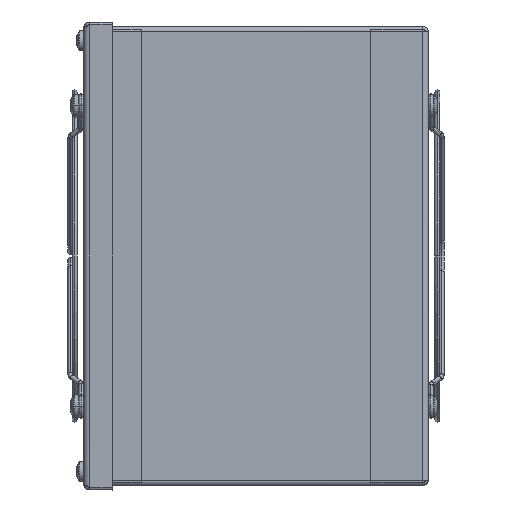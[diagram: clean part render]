
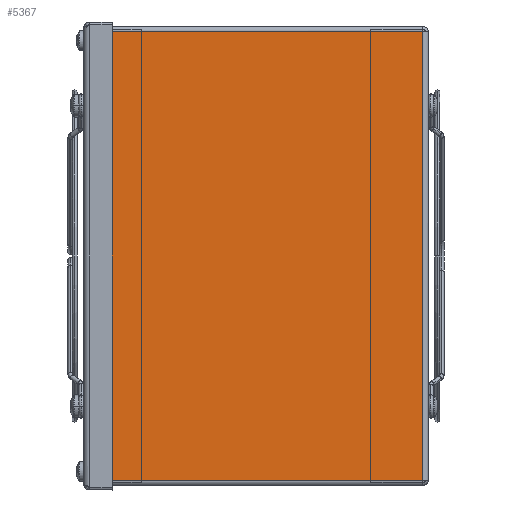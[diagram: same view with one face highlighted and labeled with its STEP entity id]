
A CAD part, left-side view. The second image highlights one B-rep face of the part: STEP entity #5367.
In plain terms, the highlighted planar face has unit normal (-1, 0, 0).
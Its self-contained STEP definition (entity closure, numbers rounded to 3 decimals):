
#15 = VERTEX_POINT ( 'NONE', #9968 ) ;
#674 = FACE_OUTER_BOUND ( 'NONE', #7261, .T. ) ;
#1475 = LINE ( 'NONE', #16593, #26150 ) ;
#2009 = VECTOR ( 'NONE', #5774, 1000. ) ;
#2021 = VERTEX_POINT ( 'NONE', #23118 ) ;
#2400 = PLANE ( 'NONE',  #23460 ) ;
#3819 = VERTEX_POINT ( 'NONE', #29580 ) ;
#4095 = CARTESIAN_POINT ( 'NONE',  ( 0., 2., -160. ) ) ;
#5367 = ADVANCED_FACE ( 'NONE', ( #674 ), #2400, .F. ) ;
#5774 = DIRECTION ( 'NONE',  ( 0., 1., 0. ) ) ;
#6070 = CARTESIAN_POINT ( 'NONE',  ( 0., 2., -158.293 ) ) ;
#6744 = LINE ( 'NONE', #4095, #24319 ) ;
#7261 = EDGE_LOOP ( 'NONE', ( #27515, #26687, #10242, #11162 ) ) ;
#9968 = CARTESIAN_POINT ( 'NONE',  ( 0., 2., -1.707 ) ) ;
#10220 = CARTESIAN_POINT ( 'NONE',  ( 0., 1., -158.293 ) ) ;
#10242 = ORIENTED_EDGE ( 'NONE', *, *, #24119, .F. ) ;
#10542 = VECTOR ( 'NONE', #25403, 1000. ) ;
#11162 = ORIENTED_EDGE ( 'NONE', *, *, #30349, .T. ) ;
#11759 = EDGE_CURVE ( 'NONE', #3819, #2021, #29545, .T. ) ;
#11794 = LINE ( 'NONE', #10220, #2009 ) ;
#12070 = DIRECTION ( 'NONE',  ( 1., 0., 0. ) ) ;
#13759 = CARTESIAN_POINT ( 'NONE',  ( 0., 117., -1.707 ) ) ;
#16593 = CARTESIAN_POINT ( 'NONE',  ( 0., 119., -1.707 ) ) ;
#18910 = DIRECTION ( 'NONE',  ( 0., 1., 0. ) ) ;
#20135 = EDGE_CURVE ( 'NONE', #23083, #2021, #11794, .T. ) ;
#21579 = CARTESIAN_POINT ( 'NONE',  ( 0., 119., -160. ) ) ;
#23083 = VERTEX_POINT ( 'NONE', #6070 ) ;
#23118 = CARTESIAN_POINT ( 'NONE',  ( 0., 117., -158.293 ) ) ;
#23460 = AXIS2_PLACEMENT_3D ( 'NONE', #21579, #12070, #28719 ) ;
#24119 = EDGE_CURVE ( 'NONE', #15, #23083, #6744, .T. ) ;
#24319 = VECTOR ( 'NONE', #30629, 1000. ) ;
#25403 = DIRECTION ( 'NONE',  ( 0., 0., -1. ) ) ;
#26150 = VECTOR ( 'NONE', #18910, 1000. ) ;
#26687 = ORIENTED_EDGE ( 'NONE', *, *, #20135, .F. ) ;
#27515 = ORIENTED_EDGE ( 'NONE', *, *, #11759, .T. ) ;
#28719 = DIRECTION ( 'NONE',  ( 0., 1., 0. ) ) ;
#29545 = LINE ( 'NONE', #13759, #10542 ) ;
#29580 = CARTESIAN_POINT ( 'NONE',  ( 0., 117., -1.707 ) ) ;
#30349 = EDGE_CURVE ( 'NONE', #15, #3819, #1475, .T. ) ;
#30629 = DIRECTION ( 'NONE',  ( 0., 0., -1. ) ) ;
